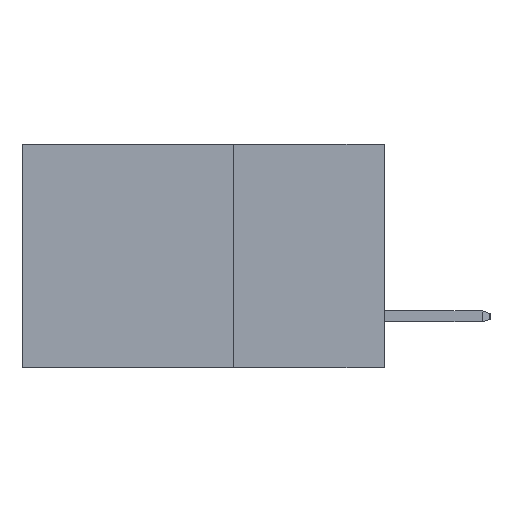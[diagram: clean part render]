
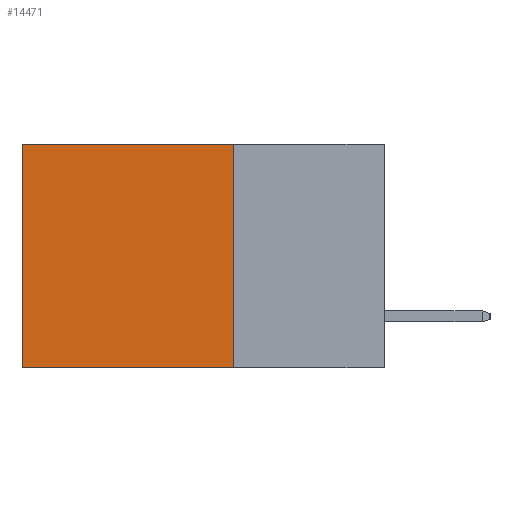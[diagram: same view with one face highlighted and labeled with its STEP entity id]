
A CAD part, left-side view. The second image highlights one B-rep face of the part: STEP entity #14471.
In plain terms, the highlighted planar face has unit normal (-1, 0, 0).
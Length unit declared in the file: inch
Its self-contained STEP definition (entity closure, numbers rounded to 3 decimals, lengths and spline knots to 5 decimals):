
#124 = ORIENTED_EDGE ( 'NONE', *, *, #15076, .F. ) ;
#142 = ORIENTED_EDGE ( 'NONE', *, *, #15794, .F. ) ;
#386 = ORIENTED_EDGE ( 'NONE', *, *, #16237, .T. ) ;
#672 = EDGE_CURVE ( 'NONE', #10343, #10186, #15957, .T. ) ;
#1588 = CARTESIAN_POINT ( 'NONE',  ( 0.2615, 0.25, -0.37 ) ) ;
#1748 = ORIENTED_EDGE ( 'NONE', *, *, #672, .T. ) ;
#2390 = VECTOR ( 'NONE', #2826, 39.37008 ) ;
#2657 = CARTESIAN_POINT ( 'NONE',  ( 0.2615, 0.25, -0.37 ) ) ;
#2826 = DIRECTION ( 'NONE',  ( 0., 1., 0. ) ) ;
#3059 = AXIS2_PLACEMENT_3D ( 'NONE', #2657, #11682, #4025 ) ;
#4025 = DIRECTION ( 'NONE',  ( 0., 0., -1. ) ) ;
#4057 = VECTOR ( 'NONE', #9167, 39.37008 ) ;
#6002 = LINE ( 'NONE', #11821, #2390 ) ;
#6041 = VECTOR ( 'NONE', #8799, 39.37008 ) ;
#6666 = EDGE_LOOP ( 'NONE', ( #1748, #124, #142, #386 ) ) ;
#6856 = VERTEX_POINT ( 'NONE', #1588 ) ;
#7145 = LINE ( 'NONE', #16368, #9693 ) ;
#7342 = CARTESIAN_POINT ( 'NONE',  ( 0.2615, 0.25, 0. ) ) ;
#8384 = VERTEX_POINT ( 'NONE', #7342 ) ;
#8799 = DIRECTION ( 'NONE',  ( 0., 0., -1. ) ) ;
#9167 = DIRECTION ( 'NONE',  ( 0., 0., -1. ) ) ;
#9193 = FACE_OUTER_BOUND ( 'NONE', #6666, .T. ) ;
#9693 = VECTOR ( 'NONE', #12721, 39.37008 ) ;
#9955 = CARTESIAN_POINT ( 'NONE',  ( 0.2615, 0.6, -0.37 ) ) ;
#10186 = VERTEX_POINT ( 'NONE', #9955 ) ;
#10343 = VERTEX_POINT ( 'NONE', #11433 ) ;
#10416 = PLANE ( 'NONE',  #3059 ) ;
#10880 = LINE ( 'NONE', #11652, #4057 ) ;
#11433 = CARTESIAN_POINT ( 'NONE',  ( 0.2615, 0.6, 0. ) ) ;
#11652 = CARTESIAN_POINT ( 'NONE',  ( 0.2615, 0.25, -0.37 ) ) ;
#11682 = DIRECTION ( 'NONE',  ( 1., 0., 0. ) ) ;
#11821 = CARTESIAN_POINT ( 'NONE',  ( 0.2615, 0.25, -0.37 ) ) ;
#12386 = CARTESIAN_POINT ( 'NONE',  ( 0.2615, 0.6, -0.37 ) ) ;
#12721 = DIRECTION ( 'NONE',  ( 0., 1., 0. ) ) ;
#14471 = ADVANCED_FACE ( 'NONE', ( #9193 ), #10416, .F. ) ;
#15076 = EDGE_CURVE ( 'NONE', #6856, #10186, #6002, .T. ) ;
#15794 = EDGE_CURVE ( 'NONE', #8384, #6856, #10880, .T. ) ;
#15957 = LINE ( 'NONE', #12386, #6041 ) ;
#16237 = EDGE_CURVE ( 'NONE', #8384, #10343, #7145, .T. ) ;
#16368 = CARTESIAN_POINT ( 'NONE',  ( 0.2615, 0.25, 0. ) ) ;
